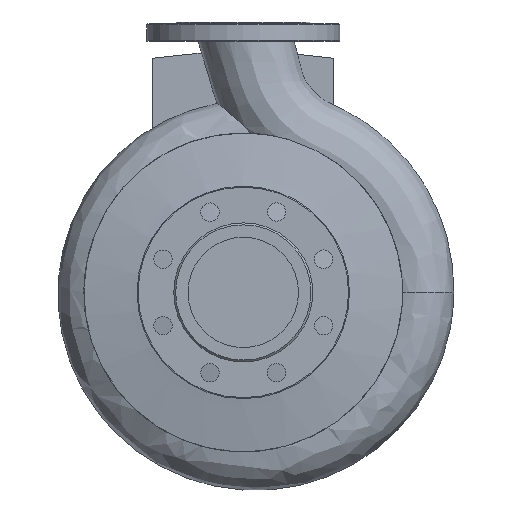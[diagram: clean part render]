
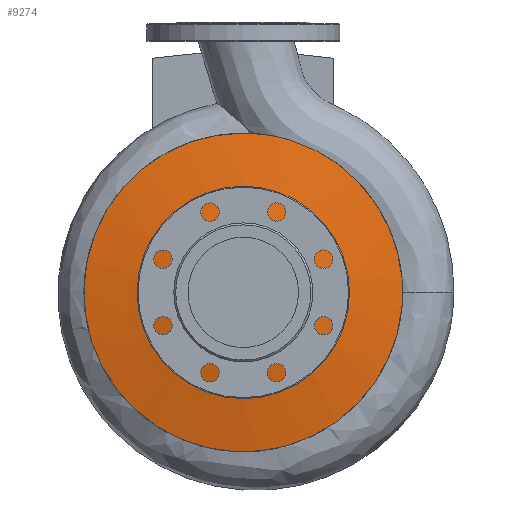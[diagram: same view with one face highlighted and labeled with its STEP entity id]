
A CAD part, left-side view. The second image highlights one B-rep face of the part: STEP entity #9274.
In plain terms, the highlighted conical face has half-angle 79.922 degrees and reference radius 118.595 mm.
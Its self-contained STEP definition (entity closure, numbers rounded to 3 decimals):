
#34=CONICAL_SURFACE('',#10190,118.595,1.395);
#362=FACE_BOUND('',#2268,.T.);
#771=CIRCLE('',#10191,165.04);
#772=CIRCLE('',#10192,72.15);
#1603=FACE_OUTER_BOUND('',#2267,.T.);
#2267=EDGE_LOOP('',(#8594,#8595));
#2268=EDGE_LOOP('',(#8596));
#2365=B_SPLINE_CURVE_WITH_KNOTS('',3,(#19590,#19591,#19592,#19593,#19594,
#19595,#19596,#19597,#19598,#19599,#19600,#19601,#19602,#19603,#19604,#19605),
 .UNSPECIFIED.,.F.,.F.,(4,3,3,3,3,4),(14.147,14.162,
14.218,14.302,14.36,14.577),
 .UNSPECIFIED.);
#4784=VERTEX_POINT('',#19572);
#4785=VERTEX_POINT('',#19589);
#4795=VERTEX_POINT('',#19714);
#6057=EDGE_CURVE('',#4785,#4784,#2365,.T.);
#6073=EDGE_CURVE('',#4784,#4785,#771,.T.);
#6074=EDGE_CURVE('',#4795,#4795,#772,.T.);
#8594=ORIENTED_EDGE('',*,*,#6057,.T.);
#8595=ORIENTED_EDGE('',*,*,#6073,.T.);
#8596=ORIENTED_EDGE('',*,*,#6074,.F.);
#9274=ADVANCED_FACE('',(#1603,#362),#34,.T.);
#10190=AXIS2_PLACEMENT_3D('',#19712,#12761,#12762);
#10191=AXIS2_PLACEMENT_3D('',#19713,#12763,#12764);
#10192=AXIS2_PLACEMENT_3D('',#19715,#12765,#12766);
#12761=DIRECTION('center_axis',(1.,0.,0.));
#12762=DIRECTION('ref_axis',(0.,0.,1.));
#12763=DIRECTION('center_axis',(-1.,0.,0.));
#12764=DIRECTION('ref_axis',(0.,0.,1.));
#12765=DIRECTION('center_axis',(-1.,0.,0.));
#12766=DIRECTION('ref_axis',(0.,0.,1.));
#19572=CARTESIAN_POINT('',(-45.991,-47.537,290.046));
#19589=CARTESIAN_POINT('',(-45.991,-74.252,279.394));
#19590=CARTESIAN_POINT('Ctrl Pts',(-45.991,-74.252,279.394));
#19591=CARTESIAN_POINT('Ctrl Pts',(-45.996,-73.987,
279.493));
#19592=CARTESIAN_POINT('Ctrl Pts',(-46.002,-73.72,
279.592));
#19593=CARTESIAN_POINT('Ctrl Pts',(-46.007,-73.452,279.692));
#19594=CARTESIAN_POINT('Ctrl Pts',(-46.028,-72.449,
280.062));
#19595=CARTESIAN_POINT('Ctrl Pts',(-46.047,-71.42,
280.444));
#19596=CARTESIAN_POINT('Ctrl Pts',(-46.063,-70.369,
280.836));
#19597=CARTESIAN_POINT('Ctrl Pts',(-46.089,-68.793,281.423));
#19598=CARTESIAN_POINT('Ctrl Pts',(-46.11,-67.166,
282.033));
#19599=CARTESIAN_POINT('Ctrl Pts',(-46.125,-65.5,
282.666));
#19600=CARTESIAN_POINT('Ctrl Pts',(-46.135,-64.346,
283.104));
#19601=CARTESIAN_POINT('Ctrl Pts',(-46.143,-63.169,
283.555));
#19602=CARTESIAN_POINT('Ctrl Pts',(-46.146,-61.964,
284.023));
#19603=CARTESIAN_POINT('Ctrl Pts',(-46.161,-57.444,
285.778));
#19604=CARTESIAN_POINT('Ctrl Pts',(-46.123,-52.569,287.757));
#19605=CARTESIAN_POINT('Ctrl Pts',(-45.991,-47.537,290.046));
#19712=CARTESIAN_POINT('Origin',(-54.246,0.,132.));
#19713=CARTESIAN_POINT('Origin',(-45.991,0.,132.));
#19714=CARTESIAN_POINT('',(-62.5,0.,204.15));
#19715=CARTESIAN_POINT('Origin',(-62.5,0.,132.));
